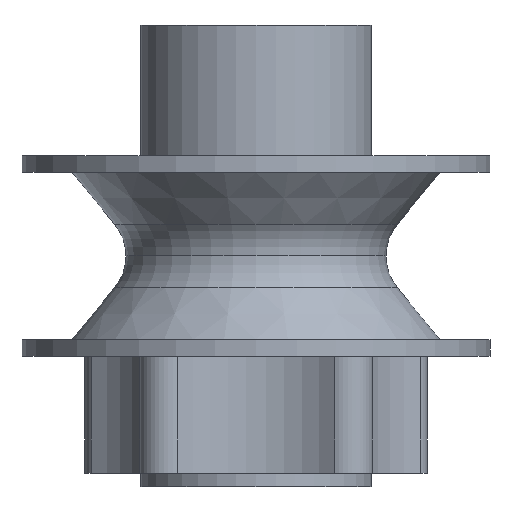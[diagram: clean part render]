
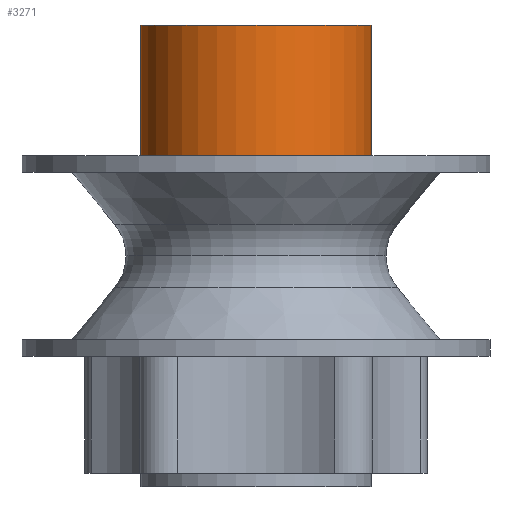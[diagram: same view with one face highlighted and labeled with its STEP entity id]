
A CAD part, front view. The second image highlights one B-rep face of the part: STEP entity #3271.
In plain terms, the highlighted cylindrical face has radius 34.5 mm (diameter 69 mm), a partial arc.
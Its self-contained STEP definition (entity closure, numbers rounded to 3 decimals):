
#283 = DIRECTION ( 'NONE',  ( -1., 0., 0. ) ) ;
#646 = CIRCLE ( 'NONE', #4841, 34.5 ) ;
#991 = CARTESIAN_POINT ( 'NONE',  ( 0., 0., 30. ) ) ;
#1449 = DIRECTION ( 'NONE',  ( 0., 0., 1. ) ) ;
#2056 = DIRECTION ( 'NONE',  ( 0., 0., -1. ) ) ;
#2185 = CIRCLE ( 'NONE', #6684, 34.5 ) ;
#2199 = DIRECTION ( 'NONE',  ( 0., 0., -1. ) ) ;
#2326 = EDGE_LOOP ( 'NONE', ( #3228, #2776, #2635, #3048 ) ) ;
#2330 = LINE ( 'NONE', #5172, #3640 ) ;
#2491 = VERTEX_POINT ( 'NONE', #3116 ) ;
#2492 = DIRECTION ( 'NONE',  ( 0., 0., 1. ) ) ;
#2635 = ORIENTED_EDGE ( 'NONE', *, *, #5840, .T. ) ;
#2776 = ORIENTED_EDGE ( 'NONE', *, *, #4450, .F. ) ;
#2838 = DIRECTION ( 'NONE',  ( 1., 0., 0. ) ) ;
#3010 = VERTEX_POINT ( 'NONE', #5185 ) ;
#3048 = ORIENTED_EDGE ( 'NONE', *, *, #4144, .T. ) ;
#3116 = CARTESIAN_POINT ( 'NONE',  ( -34.5, 0., 30. ) ) ;
#3216 = CARTESIAN_POINT ( 'NONE',  ( 34.5, 0., 69. ) ) ;
#3228 = ORIENTED_EDGE ( 'NONE', *, *, #6396, .F. ) ;
#3271 = ADVANCED_FACE ( 'NONE', ( #4227 ), #5685, .T. ) ;
#3640 = VECTOR ( 'NONE', #2056, 1000. ) ;
#4144 = EDGE_CURVE ( 'NONE', #2491, #3010, #646, .T. ) ;
#4227 = FACE_OUTER_BOUND ( 'NONE', #2326, .T. ) ;
#4450 = EDGE_CURVE ( 'NONE', #5927, #5110, #2185, .T. ) ;
#4452 = LINE ( 'NONE', #3216, #6308 ) ;
#4521 = CARTESIAN_POINT ( 'NONE',  ( 34.5, 0., 69. ) ) ;
#4841 = AXIS2_PLACEMENT_3D ( 'NONE', #991, #2492, #6116 ) ;
#4889 = CARTESIAN_POINT ( 'NONE',  ( -34.5, 0., 69. ) ) ;
#4895 = CARTESIAN_POINT ( 'NONE',  ( 0., 0., 69. ) ) ;
#5110 = VERTEX_POINT ( 'NONE', #4521 ) ;
#5172 = CARTESIAN_POINT ( 'NONE',  ( -34.5, 0., 69. ) ) ;
#5185 = CARTESIAN_POINT ( 'NONE',  ( 34.5, 0., 30. ) ) ;
#5582 = AXIS2_PLACEMENT_3D ( 'NONE', #6022, #6530, #283 ) ;
#5685 = CYLINDRICAL_SURFACE ( 'NONE', #5582, 34.5 ) ;
#5840 = EDGE_CURVE ( 'NONE', #5927, #2491, #2330, .T. ) ;
#5927 = VERTEX_POINT ( 'NONE', #4889 ) ;
#6022 = CARTESIAN_POINT ( 'NONE',  ( 0., 0., 69. ) ) ;
#6116 = DIRECTION ( 'NONE',  ( 1., 0., 0. ) ) ;
#6308 = VECTOR ( 'NONE', #2199, 1000. ) ;
#6396 = EDGE_CURVE ( 'NONE', #5110, #3010, #4452, .T. ) ;
#6530 = DIRECTION ( 'NONE',  ( 0., 0., -1. ) ) ;
#6684 = AXIS2_PLACEMENT_3D ( 'NONE', #4895, #1449, #2838 ) ;
